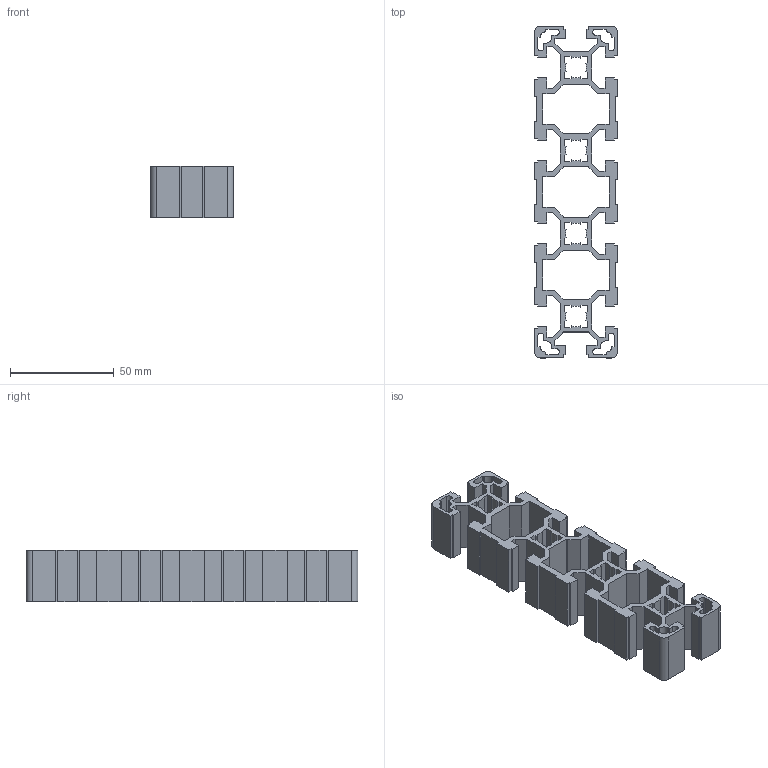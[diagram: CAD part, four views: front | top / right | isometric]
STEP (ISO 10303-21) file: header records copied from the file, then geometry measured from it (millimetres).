
FILE_DESCRIPTION((''),'2;1');
FILE_NAME('40x160.ipt.stp','2011-06-06T11:21:11',(''),(''),'Autodesk Inventor 2011','Autodesk Inventor 2011','');
FILE_SCHEMA(('AUTOMOTIVE_DESIGN { 1 0 10303 214 1 1 1 1 }'));
Length unit declared in the file: millimetre
Products named in the file (1): 40x160
Bounding box: 40 x 160 x 25 mm (x, y, z)
Volume: 50376.1 mm3; surface area: 40600.1 mm2
Topology: 1 solids, 1 shells, 350 faces, 1044 edges, 696 vertices
Faces by surface type: plane 306, cylinder 44
Entity records: 11666 total; most frequent: CARTESIAN_POINT 2091, ORIENTED_EDGE 2088, DIRECTION 1834, EDGE_CURVE 1044, VECTOR 956, LINE 956, VERTEX_POINT 696, AXIS2_PLACEMENT_3D 439
